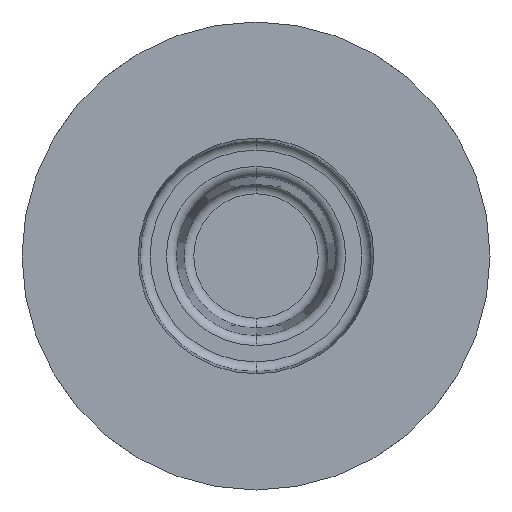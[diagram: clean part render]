
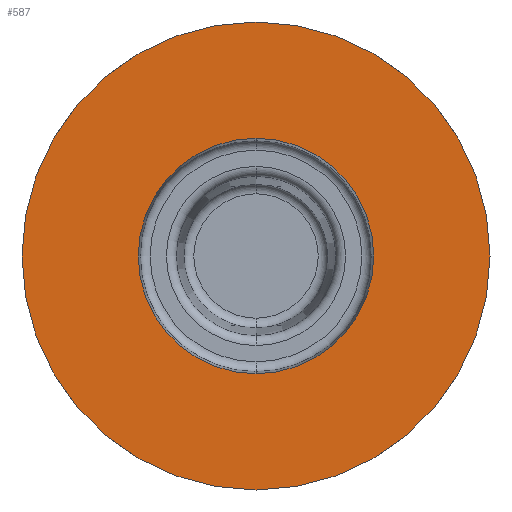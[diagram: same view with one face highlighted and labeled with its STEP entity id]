
A CAD part, front view. The second image highlights one B-rep face of the part: STEP entity #587.
In plain terms, the highlighted planar face has unit normal (0, -1, 0).
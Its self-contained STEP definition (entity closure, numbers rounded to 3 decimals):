
#6 = CARTESIAN_POINT ( 'NONE',  ( 0., 0., 1.2 ) ) ;
#15 = PLANE ( 'NONE',  #293 ) ;
#21 = FACE_BOUND ( 'NONE', #66, .T. ) ;
#25 = DIRECTION ( 'NONE',  ( 0., -1., 0. ) ) ;
#32 = CARTESIAN_POINT ( 'NONE',  ( 0., 0., 2.385 ) ) ;
#34 = VERTEX_POINT ( 'NONE', #6 ) ;
#66 = EDGE_LOOP ( 'NONE', ( #96, #424 ) ) ;
#88 = CARTESIAN_POINT ( 'NONE',  ( 0., 0., 0. ) ) ;
#91 = CARTESIAN_POINT ( 'NONE',  ( 0., 0., 0. ) ) ;
#95 = DIRECTION ( 'NONE',  ( 0., -1., 0. ) ) ;
#96 = ORIENTED_EDGE ( 'NONE', *, *, #172, .F. ) ;
#107 = DIRECTION ( 'NONE',  ( 0., -1., 0. ) ) ;
#120 = EDGE_LOOP ( 'NONE', ( #484, #478 ) ) ;
#141 = DIRECTION ( 'NONE',  ( 0., -1., 0. ) ) ;
#151 = DIRECTION ( 'NONE',  ( 0., 0., -1. ) ) ;
#154 = DIRECTION ( 'NONE',  ( 0., -1., 0. ) ) ;
#162 = FACE_OUTER_BOUND ( 'NONE', #120, .T. ) ;
#172 = EDGE_CURVE ( 'NONE', #558, #34, #501, .T. ) ;
#178 = EDGE_CURVE ( 'NONE', #547, #499, #633, .T. ) ;
#198 = CIRCLE ( 'NONE', #328, 2.385 ) ;
#224 = CARTESIAN_POINT ( 'NONE',  ( 0., 0., 0. ) ) ;
#233 = CARTESIAN_POINT ( 'NONE',  ( 0., 0., 0. ) ) ;
#291 = CARTESIAN_POINT ( 'NONE',  ( 0., 0., -2.385 ) ) ;
#293 = AXIS2_PLACEMENT_3D ( 'NONE', #416, #141, #623 ) ;
#317 = AXIS2_PLACEMENT_3D ( 'NONE', #91, #25, #582 ) ;
#328 = AXIS2_PLACEMENT_3D ( 'NONE', #233, #95, #521 ) ;
#383 = DIRECTION ( 'NONE',  ( 0., 0., -1. ) ) ;
#416 = CARTESIAN_POINT ( 'NONE',  ( 1.2, 0., 0. ) ) ;
#418 = AXIS2_PLACEMENT_3D ( 'NONE', #224, #107, #383 ) ;
#423 = AXIS2_PLACEMENT_3D ( 'NONE', #88, #154, #151 ) ;
#424 = ORIENTED_EDGE ( 'NONE', *, *, #562, .F. ) ;
#478 = ORIENTED_EDGE ( 'NONE', *, *, #178, .T. ) ;
#484 = ORIENTED_EDGE ( 'NONE', *, *, #546, .T. ) ;
#499 = VERTEX_POINT ( 'NONE', #291 ) ;
#501 = CIRCLE ( 'NONE', #423, 1.2 ) ;
#521 = DIRECTION ( 'NONE',  ( 0., 0., -1. ) ) ;
#546 = EDGE_CURVE ( 'NONE', #499, #547, #198, .T. ) ;
#547 = VERTEX_POINT ( 'NONE', #32 ) ;
#558 = VERTEX_POINT ( 'NONE', #618 ) ;
#562 = EDGE_CURVE ( 'NONE', #34, #558, #569, .T. ) ;
#569 = CIRCLE ( 'NONE', #317, 1.2 ) ;
#582 = DIRECTION ( 'NONE',  ( 0., 0., -1. ) ) ;
#587 = ADVANCED_FACE ( 'NONE', ( #162, #21 ), #15, .T. ) ;
#618 = CARTESIAN_POINT ( 'NONE',  ( 0., 0., -1.2 ) ) ;
#623 = DIRECTION ( 'NONE',  ( 0., 0., -1. ) ) ;
#633 = CIRCLE ( 'NONE', #418, 2.385 ) ;
